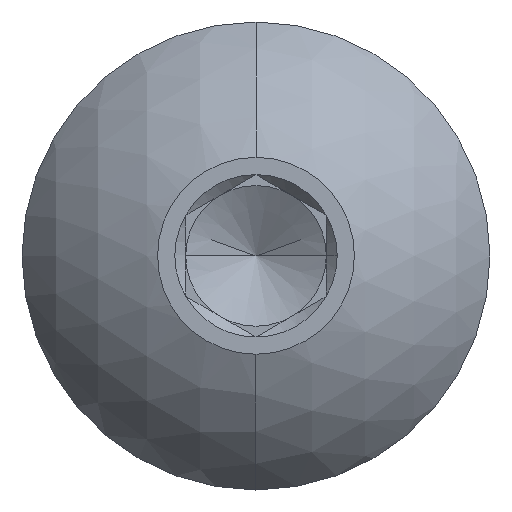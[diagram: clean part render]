
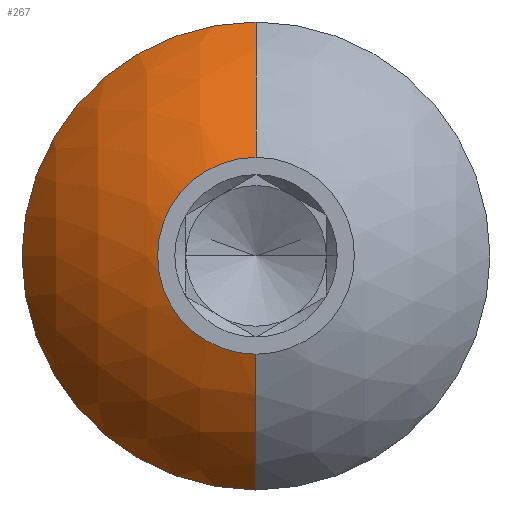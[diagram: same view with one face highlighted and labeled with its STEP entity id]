
A CAD part, top view. The second image highlights one B-rep face of the part: STEP entity #267.
In plain terms, the highlighted spherical face has radius 4.615 mm.
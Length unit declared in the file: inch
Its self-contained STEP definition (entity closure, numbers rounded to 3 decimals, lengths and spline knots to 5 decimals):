
#34 = CARTESIAN_POINT ( 'NONE',  ( 0., 0., -0.00092 ) ) ;
#120 = SPHERICAL_SURFACE ( 'NONE', #1991, 0.18169 ) ;
#144 = DIRECTION ( 'NONE',  ( 1., 0., 0. ) ) ;
#267 = ADVANCED_FACE ( 'NONE', ( #556 ), #120, .T. ) ;
#320 = CIRCLE ( 'NONE', #3860, 0.18169 ) ;
#379 = AXIS2_PLACEMENT_3D ( 'NONE', #793, #1684, #2593 ) ;
#438 = EDGE_CURVE ( 'NONE', #3756, #2876, #3825, .T. ) ;
#469 = CARTESIAN_POINT ( 'NONE',  ( 0., 0.06563, 0.1685 ) ) ;
#556 = FACE_OUTER_BOUND ( 'NONE', #2404, .T. ) ;
#593 = EDGE_CURVE ( 'NONE', #2876, #3058, #320, .T. ) ;
#605 = CARTESIAN_POINT ( 'NONE',  ( 0., 0., 0.09221 ) ) ;
#662 = AXIS2_PLACEMENT_3D ( 'NONE', #2341, #854, #2061 ) ;
#793 = CARTESIAN_POINT ( 'NONE',  ( 0., 0., -0.00092 ) ) ;
#798 = CIRCLE ( 'NONE', #379, 0.18169 ) ;
#824 = DIRECTION ( 'NONE',  ( -1., 0., 0. ) ) ;
#854 = DIRECTION ( 'NONE',  ( 0., 0., 1. ) ) ;
#1096 = ORIENTED_EDGE ( 'NONE', *, *, #1858, .F. ) ;
#1428 = ORIENTED_EDGE ( 'NONE', *, *, #2553, .F. ) ;
#1478 = VERTEX_POINT ( 'NONE', #469 ) ;
#1562 = DIRECTION ( 'NONE',  ( 0., -1., 0. ) ) ;
#1684 = DIRECTION ( 'NONE',  ( 1., 0., 0. ) ) ;
#1858 = EDGE_CURVE ( 'NONE', #1478, #3058, #3506, .T. ) ;
#1950 = ORIENTED_EDGE ( 'NONE', *, *, #2319, .T. ) ;
#1991 = AXIS2_PLACEMENT_3D ( 'NONE', #3808, #824, #3797 ) ;
#2037 = CARTESIAN_POINT ( 'NONE',  ( 0., 0.156, 0.09221 ) ) ;
#2061 = DIRECTION ( 'NONE',  ( 1., 0., 0. ) ) ;
#2182 = VERTEX_POINT ( 'NONE', #2037 ) ;
#2294 = ORIENTED_EDGE ( 'NONE', *, *, #593, .T. ) ;
#2319 = EDGE_CURVE ( 'NONE', #2182, #3756, #2336, .T. ) ;
#2336 = CIRCLE ( 'NONE', #662, 0.156 ) ;
#2341 = CARTESIAN_POINT ( 'NONE',  ( 0., 0., 0.09221 ) ) ;
#2404 = EDGE_LOOP ( 'NONE', ( #3147, #2294, #1096, #1428, #1950 ) ) ;
#2409 = DIRECTION ( 'NONE',  ( 0., 0., 1. ) ) ;
#2434 = DIRECTION ( 'NONE',  ( -1., 0., 0. ) ) ;
#2553 = EDGE_CURVE ( 'NONE', #2182, #1478, #798, .T. ) ;
#2593 = DIRECTION ( 'NONE',  ( 0., 0., -1. ) ) ;
#2709 = DIRECTION ( 'NONE',  ( 1., 0., 0. ) ) ;
#2876 = VERTEX_POINT ( 'NONE', #3898 ) ;
#3004 = CARTESIAN_POINT ( 'NONE',  ( 0., -0.06563, 0.1685 ) ) ;
#3058 = VERTEX_POINT ( 'NONE', #3004 ) ;
#3106 = AXIS2_PLACEMENT_3D ( 'NONE', #605, #2409, #2709 ) ;
#3147 = ORIENTED_EDGE ( 'NONE', *, *, #438, .T. ) ;
#3152 = AXIS2_PLACEMENT_3D ( 'NONE', #3770, #3475, #144 ) ;
#3303 = CARTESIAN_POINT ( 'NONE',  ( -0.156, 0., 0.09221 ) ) ;
#3475 = DIRECTION ( 'NONE',  ( 0., 0., 1. ) ) ;
#3506 = CIRCLE ( 'NONE', #3152, 0.06563 ) ;
#3756 = VERTEX_POINT ( 'NONE', #3303 ) ;
#3770 = CARTESIAN_POINT ( 'NONE',  ( 0., 0., 0.1685 ) ) ;
#3797 = DIRECTION ( 'NONE',  ( 0., 1., 0. ) ) ;
#3808 = CARTESIAN_POINT ( 'NONE',  ( 0., 0., -0.00092 ) ) ;
#3825 = CIRCLE ( 'NONE', #3106, 0.156 ) ;
#3860 = AXIS2_PLACEMENT_3D ( 'NONE', #34, #2434, #1562 ) ;
#3898 = CARTESIAN_POINT ( 'NONE',  ( 0., -0.156, 0.09221 ) ) ;
